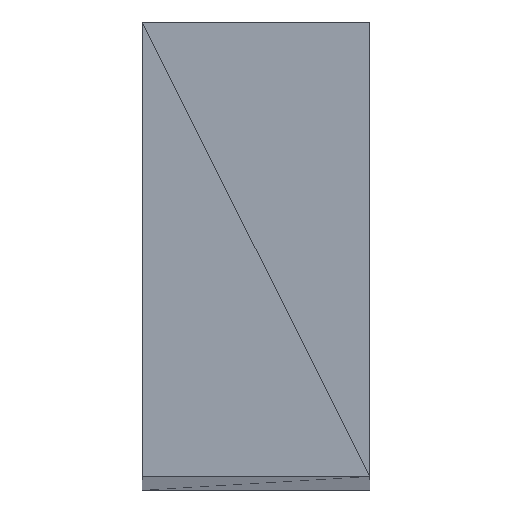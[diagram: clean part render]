
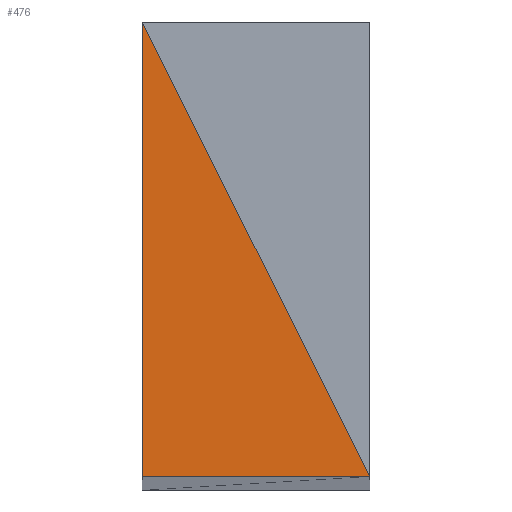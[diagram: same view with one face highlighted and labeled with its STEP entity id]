
A CAD part, top view. The second image highlights one B-rep face of the part: STEP entity #476.
In plain terms, the highlighted planar face has unit normal (0, 0, 1).
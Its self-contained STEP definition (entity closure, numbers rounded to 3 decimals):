
#56 = VERTEX_POINT('',#57);
#57 = CARTESIAN_POINT('',(0.125,-0.25,0.25));
#96 = PLANE('',#97);
#97 = AXIS2_PLACEMENT_3D('',#98,#99,#100);
#98 = CARTESIAN_POINT('',(-0.062,-0.25,-3.988));
#99 = DIRECTION('',(-0.,-1.,-0.));
#100 = DIRECTION('',(0.,0.,-1.));
#111 = VERTEX_POINT('',#112);
#112 = CARTESIAN_POINT('',(-0.125,-0.25,0.25));
#126 = PLANE('',#127);
#127 = AXIS2_PLACEMENT_3D('',#128,#129,#130);
#128 = CARTESIAN_POINT('',(-0.125,-0.121,-3.929));
#129 = DIRECTION('',(-1.,-0.,-0.));
#130 = DIRECTION('',(0.,0.,-1.));
#138 = EDGE_CURVE('',#56,#111,#139,.T.);
#139 = SURFACE_CURVE('',#140,(#144,#151),.PCURVE_S1.);
#140 = LINE('',#141,#142);
#141 = CARTESIAN_POINT('',(0.125,-0.25,0.25));
#142 = VECTOR('',#143,1.);
#143 = DIRECTION('',(-1.,0.,0.));
#144 = PCURVE('',#96,#145);
#145 = DEFINITIONAL_REPRESENTATION('',(#146),#150);
#146 = LINE('',#147,#148);
#147 = CARTESIAN_POINT('',(-4.238,0.187));
#148 = VECTOR('',#149,1.);
#149 = DIRECTION('',(0.,-1.));
#150 = ( GEOMETRIC_REPRESENTATION_CONTEXT(2) 
PARAMETRIC_REPRESENTATION_CONTEXT() REPRESENTATION_CONTEXT('2D SPACE',''
  ) );
#151 = PCURVE('',#152,#157);
#152 = PLANE('',#153);
#153 = AXIS2_PLACEMENT_3D('',#154,#155,#156);
#154 = CARTESIAN_POINT('',(-0.048,-0.048,0.25)
  );
#155 = DIRECTION('',(0.,0.,1.));
#156 = DIRECTION('',(1.,0.,-0.));
#157 = DEFINITIONAL_REPRESENTATION('',(#158),#161);
#158 = B_SPLINE_CURVE_WITH_KNOTS('',1,(#159,#160),.UNSPECIFIED.,.F.,.F.,
  (2,2),(0.,0.25),.PIECEWISE_BEZIER_KNOTS.);
#159 = CARTESIAN_POINT('',(0.173,-0.202));
#160 = CARTESIAN_POINT('',(-0.077,-0.202));
#161 = ( GEOMETRIC_REPRESENTATION_CONTEXT(2) 
PARAMETRIC_REPRESENTATION_CONTEXT() REPRESENTATION_CONTEXT('2D SPACE',''
  ) );
#208 = PLANE('',#209);
#209 = AXIS2_PLACEMENT_3D('',#210,#211,#212);
#210 = CARTESIAN_POINT('',(0.048,0.048,0.25));
#211 = DIRECTION('',(0.,0.,1.));
#212 = DIRECTION('',(1.,0.,-0.));
#305 = VERTEX_POINT('',#306);
#306 = CARTESIAN_POINT('',(-0.125,0.25,0.25));
#424 = EDGE_CURVE('',#111,#305,#425,.T.);
#425 = SURFACE_CURVE('',#426,(#430,#437),.PCURVE_S1.);
#426 = LINE('',#427,#428);
#427 = CARTESIAN_POINT('',(-0.125,-0.25,0.25));
#428 = VECTOR('',#429,1.);
#429 = DIRECTION('',(0.,1.,0.));
#430 = PCURVE('',#126,#431);
#431 = DEFINITIONAL_REPRESENTATION('',(#432),#436);
#432 = LINE('',#433,#434);
#433 = CARTESIAN_POINT('',(-4.179,0.129));
#434 = VECTOR('',#435,1.);
#435 = DIRECTION('',(0.,-1.));
#436 = ( GEOMETRIC_REPRESENTATION_CONTEXT(2) 
PARAMETRIC_REPRESENTATION_CONTEXT() REPRESENTATION_CONTEXT('2D SPACE',''
  ) );
#437 = PCURVE('',#152,#438);
#438 = DEFINITIONAL_REPRESENTATION('',(#439),#442);
#439 = B_SPLINE_CURVE_WITH_KNOTS('',1,(#440,#441),.UNSPECIFIED.,.F.,.F.,
  (2,2),(0.,0.5),.PIECEWISE_BEZIER_KNOTS.);
#440 = CARTESIAN_POINT('',(-0.077,-0.202));
#441 = CARTESIAN_POINT('',(-0.077,0.298));
#442 = ( GEOMETRIC_REPRESENTATION_CONTEXT(2) 
PARAMETRIC_REPRESENTATION_CONTEXT() REPRESENTATION_CONTEXT('2D SPACE',''
  ) );
#476 = ADVANCED_FACE('',(#477),#152,.T.);
#477 = FACE_BOUND('',#478,.T.);
#478 = EDGE_LOOP('',(#479,#499,#500));
#479 = ORIENTED_EDGE('',*,*,#480,.T.);
#480 = EDGE_CURVE('',#56,#305,#481,.T.);
#481 = SURFACE_CURVE('',#482,(#486,#493),.PCURVE_S1.);
#482 = LINE('',#483,#484);
#483 = CARTESIAN_POINT('',(0.125,-0.25,0.25));
#484 = VECTOR('',#485,1.);
#485 = DIRECTION('',(-0.447,0.894,0.));
#486 = PCURVE('',#152,#487);
#487 = DEFINITIONAL_REPRESENTATION('',(#488),#492);
#488 = LINE('',#489,#490);
#489 = CARTESIAN_POINT('',(0.173,-0.202));
#490 = VECTOR('',#491,1.);
#491 = DIRECTION('',(-0.447,0.894));
#492 = ( GEOMETRIC_REPRESENTATION_CONTEXT(2) 
PARAMETRIC_REPRESENTATION_CONTEXT() REPRESENTATION_CONTEXT('2D SPACE',''
  ) );
#493 = PCURVE('',#208,#494);
#494 = DEFINITIONAL_REPRESENTATION('',(#495),#498);
#495 = B_SPLINE_CURVE_WITH_KNOTS('',1,(#496,#497),.UNSPECIFIED.,.F.,.F.,
  (2,2),(0.,0.559),.PIECEWISE_BEZIER_KNOTS.);
#496 = CARTESIAN_POINT('',(0.077,-0.298));
#497 = CARTESIAN_POINT('',(-0.173,0.202));
#498 = ( GEOMETRIC_REPRESENTATION_CONTEXT(2) 
PARAMETRIC_REPRESENTATION_CONTEXT() REPRESENTATION_CONTEXT('2D SPACE',''
  ) );
#499 = ORIENTED_EDGE('',*,*,#424,.F.);
#500 = ORIENTED_EDGE('',*,*,#138,.F.);
